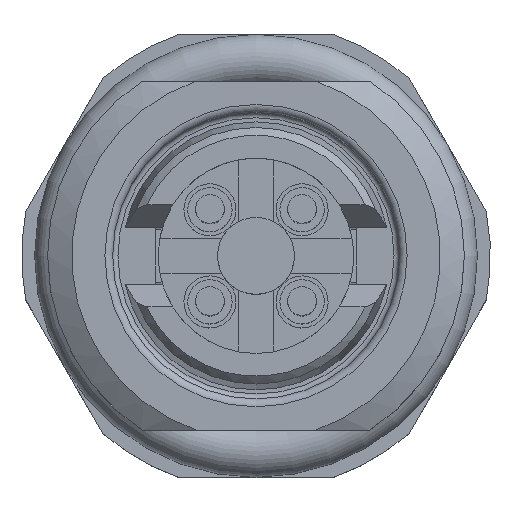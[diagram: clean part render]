
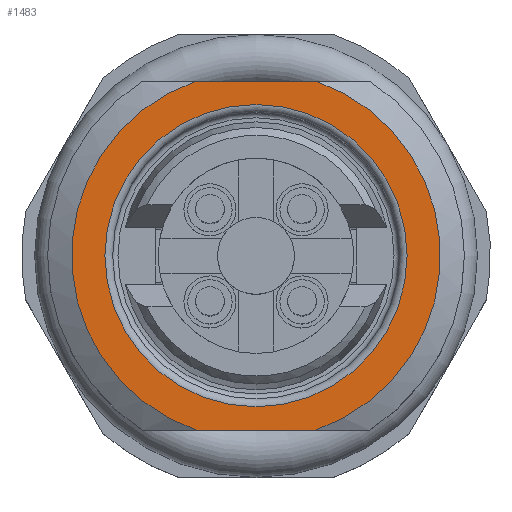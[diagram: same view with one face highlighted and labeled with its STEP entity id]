
A CAD part, top view. The second image highlights one B-rep face of the part: STEP entity #1483.
In plain terms, the highlighted planar face has unit normal (0, 0, 1).
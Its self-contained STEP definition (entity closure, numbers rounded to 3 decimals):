
#215=LINE('',#6524,#504);
#216=LINE('',#6529,#505);
#504=VECTOR('',#5358,1.);
#505=VECTOR('',#5361,1.);
#855=PLANE('',#4943);
#1483=ADVANCED_FACE('',(#1815,#1816),#855,.T.);
#1815=FACE_BOUND('',#1965,.T.);
#1816=FACE_BOUND('',#1966,.T.);
#1965=EDGE_LOOP('',(#2330));
#1966=EDGE_LOOP('',(#2331,#2332,#2333,#2334));
#2330=ORIENTED_EDGE('',*,*,#4117,.T.);
#2331=ORIENTED_EDGE('',*,*,#4118,.T.);
#2332=ORIENTED_EDGE('',*,*,#4119,.T.);
#2333=ORIENTED_EDGE('',*,*,#4120,.F.);
#2334=ORIENTED_EDGE('',*,*,#4121,.T.);
#3654=VERTEX_POINT('',#6523);
#3655=VERTEX_POINT('',#6525);
#3656=VERTEX_POINT('',#6526);
#3657=VERTEX_POINT('',#6528);
#3658=VERTEX_POINT('',#6530);
#4117=EDGE_CURVE('',#3654,#3654,#4777,.T.);
#4118=EDGE_CURVE('',#3655,#3656,#215,.T.);
#4119=EDGE_CURVE('',#3656,#3657,#4778,.T.);
#4120=EDGE_CURVE('',#3658,#3657,#216,.T.);
#4121=EDGE_CURVE('',#3658,#3655,#4779,.T.);
#4777=CIRCLE('',#4940,5.8);
#4778=CIRCLE('',#4941,7.08);
#4779=CIRCLE('',#4942,7.08);
#4940=AXIS2_PLACEMENT_3D('',#6522,#5356,#5357);
#4941=AXIS2_PLACEMENT_3D('',#6527,#5359,#5360);
#4942=AXIS2_PLACEMENT_3D('',#6531,#5362,#5363);
#4943=AXIS2_PLACEMENT_3D('',#6532,#5364,#5365);
#5356=DIRECTION('',(0.,0.,-1.));
#5357=DIRECTION('',(1.,0.,0.));
#5358=DIRECTION('',(1.,0.,0.));
#5359=DIRECTION('',(0.,0.,1.));
#5360=DIRECTION('',(1.,0.,0.));
#5361=DIRECTION('',(1.,0.,0.));
#5362=DIRECTION('',(0.,0.,1.));
#5363=DIRECTION('',(1.,0.,0.));
#5364=DIRECTION('',(0.,0.,1.));
#5365=DIRECTION('',(1.,0.,0.));
#6522=CARTESIAN_POINT('',(0.,0.,19.5));
#6523=CARTESIAN_POINT('',(5.8,0.,19.5));
#6524=CARTESIAN_POINT('',(-10.,-6.7,19.5));
#6525=CARTESIAN_POINT('',(-2.288,-6.7,19.5));
#6526=CARTESIAN_POINT('',(2.288,-6.7,19.5));
#6527=CARTESIAN_POINT('',(0.,0.,19.5));
#6528=CARTESIAN_POINT('',(2.288,6.7,19.5));
#6529=CARTESIAN_POINT('',(-10.,6.7,19.5));
#6530=CARTESIAN_POINT('',(-2.288,6.7,19.5));
#6531=CARTESIAN_POINT('',(0.,0.,19.5));
#6532=CARTESIAN_POINT('',(0.,0.,19.5));
